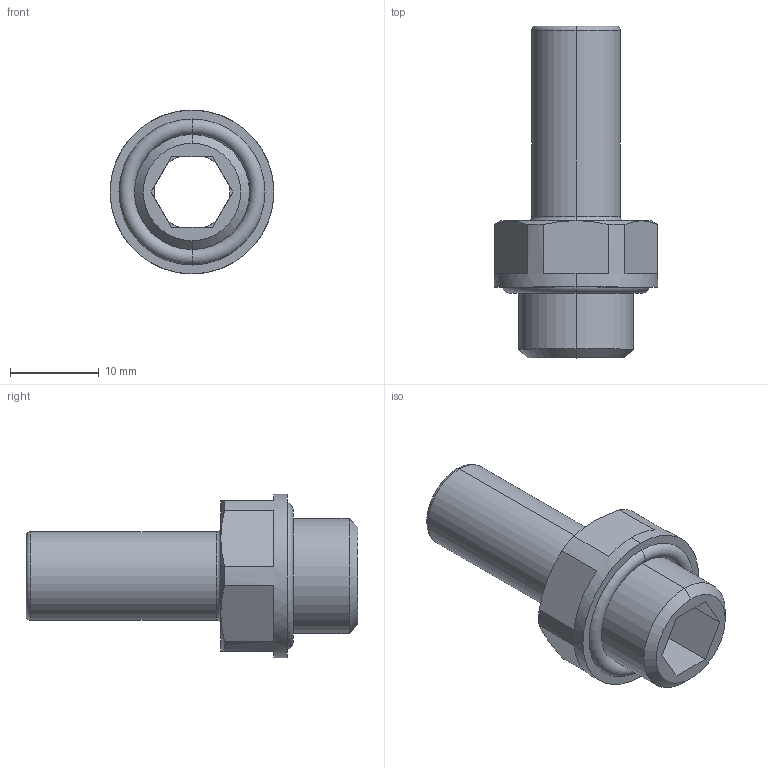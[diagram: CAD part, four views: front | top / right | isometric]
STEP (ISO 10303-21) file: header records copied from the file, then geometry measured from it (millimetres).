
FILE_DESCRIPTION (( 'STEP AP203' ), '1' );
FILE_NAME ('B0030052.STEP', '2011-03-16T17:27:40', ( '' ), ( 'sopra-pneumatic' ), 'SwSTEP 2.0', 'SolidWorks 2009', '' );
FILE_SCHEMA (( 'CONFIG_CONTROL_DESIGN' ));
Length unit declared in the file: millimetre
Products named in the file (1): B0030052
Bounding box: 18.5 x 37.5 x 18.5 mm (x, y, z)
Volume: 2559.5 mm3; surface area: 3199.6 mm2
Topology: 2 solids, 2 shells, 61 faces, 140 edges, 84 vertices
Faces by surface type: plane 35, cylinder 10, cone 8, torus 8
Entity records: 1829 total; most frequent: CARTESIAN_POINT 338, DIRECTION 320, ORIENTED_EDGE 280, EDGE_CURVE 140, AXIS2_PLACEMENT_3D 130, VERTEX_POINT 84, CIRCLE 68, EDGE_LOOP 66
